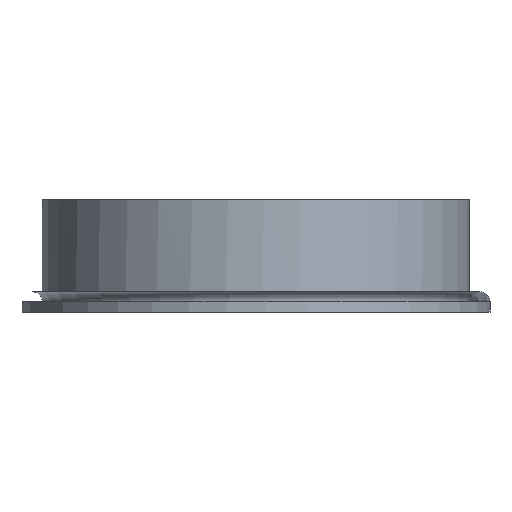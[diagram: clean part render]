
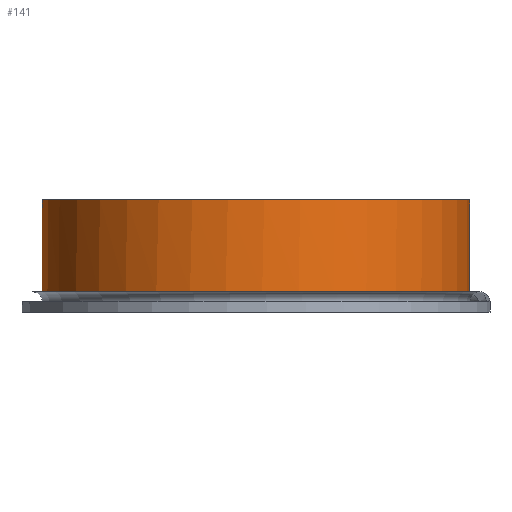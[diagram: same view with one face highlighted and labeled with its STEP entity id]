
A CAD part, front view. The second image highlights one B-rep face of the part: STEP entity #141.
In plain terms, the highlighted cylindrical face has radius 105 mm (diameter 210 mm), a partial arc.
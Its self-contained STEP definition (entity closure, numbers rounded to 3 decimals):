
#22 = VERTEX_POINT('',#23);
#23 = CARTESIAN_POINT('',(-73.536,74.95,10.));
#67 = VERTEX_POINT('',#68);
#68 = CARTESIAN_POINT('',(73.536,74.95,10.));
#74 = EDGE_CURVE('',#75,#67,#77,.T.);
#75 = VERTEX_POINT('',#76);
#76 = CARTESIAN_POINT('',(105.,0.,10.));
#77 = CIRCLE('',#78,105.);
#78 = AXIS2_PLACEMENT_3D('',#79,#80,#81);
#79 = CARTESIAN_POINT('',(0.,0.,10.));
#80 = DIRECTION('',(0.,0.,1.));
#81 = DIRECTION('',(1.,0.,0.));
#83 = EDGE_CURVE('',#22,#75,#84,.T.);
#84 = CIRCLE('',#85,105.);
#85 = AXIS2_PLACEMENT_3D('',#86,#87,#88);
#86 = CARTESIAN_POINT('',(0.,0.,10.));
#87 = DIRECTION('',(0.,0.,1.));
#88 = DIRECTION('',(1.,0.,0.));
#99 = EDGE_CURVE('',#100,#22,#102,.T.);
#100 = VERTEX_POINT('',#101);
#101 = CARTESIAN_POINT('',(-73.536,74.95,20.));
#102 = LINE('',#103,#104);
#103 = CARTESIAN_POINT('',(-73.536,74.95,0.));
#104 = VECTOR('',#105,1.);
#105 = DIRECTION('',(-0.,-0.,-1.));
#141 = ADVANCED_FACE('',(#142),#214,.T.);
#142 = FACE_BOUND('',#143,.F.);
#143 = EDGE_LOOP('',(#144,#145,#154,#162,#171,#180,#189,#197,#206,#212,
    #213));
#144 = ORIENTED_EDGE('',*,*,#99,.F.);
#145 = ORIENTED_EDGE('',*,*,#146,.F.);
#146 = EDGE_CURVE('',#147,#100,#149,.T.);
#147 = VERTEX_POINT('',#148);
#148 = CARTESIAN_POINT('',(-73.536,74.95,20.));
#149 = CIRCLE('',#150,105.);
#150 = AXIS2_PLACEMENT_3D('',#151,#152,#153);
#151 = CARTESIAN_POINT('',(0.,0.,20.));
#152 = DIRECTION('',(0.,0.,-1.));
#153 = DIRECTION('',(1.,0.,0.));
#154 = ORIENTED_EDGE('',*,*,#155,.F.);
#155 = EDGE_CURVE('',#156,#147,#158,.T.);
#156 = VERTEX_POINT('',#157);
#157 = CARTESIAN_POINT('',(-73.536,74.95,55.));
#158 = LINE('',#159,#160);
#159 = CARTESIAN_POINT('',(-73.536,74.95,25.));
#160 = VECTOR('',#161,1.);
#161 = DIRECTION('',(0.,0.,-1.));
#162 = ORIENTED_EDGE('',*,*,#163,.T.);
#163 = EDGE_CURVE('',#156,#164,#166,.T.);
#164 = VERTEX_POINT('',#165);
#165 = CARTESIAN_POINT('',(-47.669,-93.556,55.));
#166 = CIRCLE('',#167,105.);
#167 = AXIS2_PLACEMENT_3D('',#168,#169,#170);
#168 = CARTESIAN_POINT('',(0.,0.,55.));
#169 = DIRECTION('',(0.,0.,1.));
#170 = DIRECTION('',(-0.454,-0.891,0.));
#171 = ORIENTED_EDGE('',*,*,#172,.T.);
#172 = EDGE_CURVE('',#164,#173,#175,.T.);
#173 = VERTEX_POINT('',#174);
#174 = CARTESIAN_POINT('',(105.,0.,55.));
#175 = CIRCLE('',#176,105.);
#176 = AXIS2_PLACEMENT_3D('',#177,#178,#179);
#177 = CARTESIAN_POINT('',(0.,0.,55.));
#178 = DIRECTION('',(0.,0.,1.));
#179 = DIRECTION('',(-0.454,-0.891,0.));
#180 = ORIENTED_EDGE('',*,*,#181,.T.);
#181 = EDGE_CURVE('',#173,#182,#184,.T.);
#182 = VERTEX_POINT('',#183);
#183 = CARTESIAN_POINT('',(73.536,74.95,55.));
#184 = CIRCLE('',#185,105.);
#185 = AXIS2_PLACEMENT_3D('',#186,#187,#188);
#186 = CARTESIAN_POINT('',(0.,0.,55.));
#187 = DIRECTION('',(0.,0.,1.));
#188 = DIRECTION('',(-0.454,-0.891,0.));
#189 = ORIENTED_EDGE('',*,*,#190,.T.);
#190 = EDGE_CURVE('',#182,#191,#193,.T.);
#191 = VERTEX_POINT('',#192);
#192 = CARTESIAN_POINT('',(73.536,74.95,20.));
#193 = LINE('',#194,#195);
#194 = CARTESIAN_POINT('',(73.536,74.95,0.));
#195 = VECTOR('',#196,1.);
#196 = DIRECTION('',(-0.,-0.,-1.));
#197 = ORIENTED_EDGE('',*,*,#198,.F.);
#198 = EDGE_CURVE('',#199,#191,#201,.T.);
#199 = VERTEX_POINT('',#200);
#200 = CARTESIAN_POINT('',(73.536,74.95,20.));
#201 = CIRCLE('',#202,105.);
#202 = AXIS2_PLACEMENT_3D('',#203,#204,#205);
#203 = CARTESIAN_POINT('',(0.,0.,20.));
#204 = DIRECTION('',(0.,0.,-1.));
#205 = DIRECTION('',(1.,0.,0.));
#206 = ORIENTED_EDGE('',*,*,#207,.T.);
#207 = EDGE_CURVE('',#199,#67,#208,.T.);
#208 = LINE('',#209,#210);
#209 = CARTESIAN_POINT('',(73.536,74.95,0.));
#210 = VECTOR('',#211,1.);
#211 = DIRECTION('',(-0.,-0.,-1.));
#212 = ORIENTED_EDGE('',*,*,#74,.F.);
#213 = ORIENTED_EDGE('',*,*,#83,.F.);
#214 = CYLINDRICAL_SURFACE('',#215,105.);
#215 = AXIS2_PLACEMENT_3D('',#216,#217,#218);
#216 = CARTESIAN_POINT('',(0.,0.,0.));
#217 = DIRECTION('',(-0.,-0.,-1.));
#218 = DIRECTION('',(1.,0.,0.));
